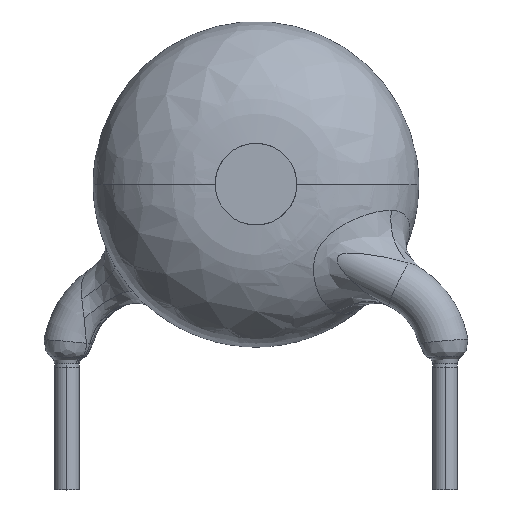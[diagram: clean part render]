
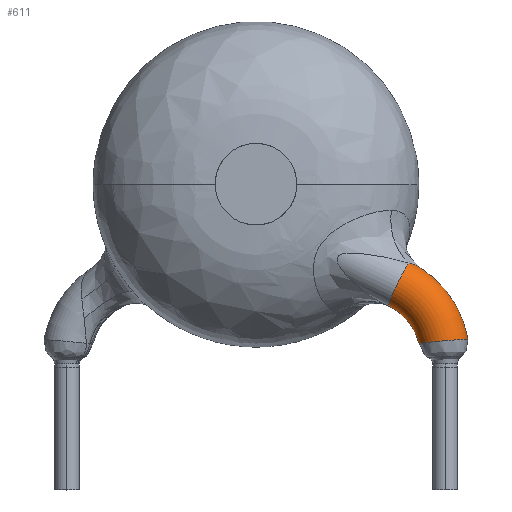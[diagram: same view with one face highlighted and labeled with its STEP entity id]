
A CAD part, top view. The second image highlights one B-rep face of the part: STEP entity #611.
In plain terms, the highlighted toroidal (fillet/blend) face has major radius 2 mm and minor radius 0.6 mm.
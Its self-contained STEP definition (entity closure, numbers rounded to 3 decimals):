
#20 = B_SPLINE_CURVE_WITH_KNOTS ( 'NONE', 3,
 ( #672, #2125, #2146, #466 ),
 .UNSPECIFIED., .F., .F.,
 ( 4, 4 ),
 ( 0.001, 0.001 ),
 .UNSPECIFIED. ) ;
#68 = CARTESIAN_POINT ( 'NONE',  ( 4.455, -3.858, 2.435 ) ) ;
#72 = CARTESIAN_POINT ( 'NONE',  ( 3.992, -2.026, 1.8 ) ) ;
#197 = CARTESIAN_POINT ( 'NONE',  ( 5.154, -3.809, 2.095 ) ) ;
#203 = DIRECTION ( 'NONE',  ( 0.087, 0., -0.996 ) ) ;
#212 = CARTESIAN_POINT ( 'NONE',  ( 5.199, -3.807, 1.945 ) ) ;
#221 = VERTEX_POINT ( 'NONE', #72 ) ;
#237 = B_SPLINE_CURVE_WITH_KNOTS ( 'NONE', 3,
 ( #631, #1343, #246, #1529, #427, #797, #1711, #2080, #1186, #647, #68, #1560, #608, #261, #1548, #816, #1540, #445, #279, #2061, #965, #197, #902, #717, #393, #212, #1370 ),
 .UNSPECIFIED., .F., .F.,
 ( 4, 2, 2, 2, 2, 2, 1, 2, 2, 2, 2, 2, 2, 4 ),
 ( 0.048, 0.114, 0.181, 0.248, 0.281, 0.289, 0.298, 0.314, 0.381, 0.447, 0.514, 0.531, 0.547, 0.581 ),
 .UNSPECIFIED. ) ;
#246 = CARTESIAN_POINT ( 'NONE',  ( 3.999, -3.911, 1.9 ) ) ;
#261 = CARTESIAN_POINT ( 'NONE',  ( 4.543, -3.85, 2.451 ) ) ;
#279 = CARTESIAN_POINT ( 'NONE',  ( 5.066, -3.814, 2.244 ) ) ;
#285 = EDGE_CURVE ( 'NONE', #1843, #1624, #237, .T. ) ;
#310 = EDGE_CURVE ( 'NONE', #1993, #638, #1437, .T. ) ;
#393 = CARTESIAN_POINT ( 'NONE',  ( 5.192, -3.807, 1.984 ) ) ;
#417 = DIRECTION ( 'NONE',  ( -0.996, 0., -0.087 ) ) ;
#427 = CARTESIAN_POINT ( 'NONE',  ( 4.046, -3.905, 2.096 ) ) ;
#443 = CARTESIAN_POINT ( 'NONE',  ( 3.521, -2.451, 1.759 ) ) ;
#445 = CARTESIAN_POINT ( 'NONE',  ( 4.957, -3.82, 2.344 ) ) ;
#466 = CARTESIAN_POINT ( 'NONE',  ( 3.755, -1.937, 1.961 ) ) ;
#486 = CIRCLE ( 'NONE', #1031, 1.4 ) ;
#608 = CARTESIAN_POINT ( 'NONE',  ( 4.51, -3.853, 2.447 ) ) ;
#611 = ADVANCED_FACE ( 'NONE', ( #1794 ), #1498, .T. ) ;
#624 = CARTESIAN_POINT ( 'NONE',  ( 3.26, -2.991, 1.737 ) ) ;
#631 = CARTESIAN_POINT ( 'NONE',  ( 4.003, -3.911, 1.802 ) ) ;
#638 = VERTEX_POINT ( 'NONE', #624 ) ;
#647 = CARTESIAN_POINT ( 'NONE',  ( 4.442, -3.859, 2.432 ) ) ;
#672 = CARTESIAN_POINT ( 'NONE',  ( 3.992, -2.026, 1.8 ) ) ;
#717 = CARTESIAN_POINT ( 'NONE',  ( 5.175, -3.808, 2.04 ) ) ;
#766 = CARTESIAN_POINT ( 'NONE',  ( 3.755, -1.937, 1.961 ) ) ;
#784 = DIRECTION ( 'NONE',  ( 0.087, 0., -0.996 ) ) ;
#797 = CARTESIAN_POINT ( 'NONE',  ( 4.133, -3.894, 2.237 ) ) ;
#816 = CARTESIAN_POINT ( 'NONE',  ( 4.738, -3.834, 2.444 ) ) ;
#822 = DIRECTION ( 'NONE',  ( 0.896, -0.437, 0.078 ) ) ;
#846 = ORIENTED_EDGE ( 'NONE', *, *, #1412, .T. ) ;
#902 = CARTESIAN_POINT ( 'NONE',  ( 5.169, -3.809, 2.059 ) ) ;
#924 = CARTESIAN_POINT ( 'NONE',  ( 2.65, -4.25, 1.684 ) ) ;
#965 = CARTESIAN_POINT ( 'NONE',  ( 5.147, -3.81, 2.111 ) ) ;
#1031 = AXIS2_PLACEMENT_3D ( 'NONE', #2277, #784, #417 ) ;
#1121 = DIRECTION ( 'NONE',  ( 0.087, 0., -0.996 ) ) ;
#1126 = DIRECTION ( 'NONE',  ( -0.996, 0., -0.087 ) ) ;
#1142 = ORIENTED_EDGE ( 'NONE', *, *, #2108, .T. ) ;
#1186 = CARTESIAN_POINT ( 'NONE',  ( 4.375, -3.866, 2.412 ) ) ;
#1264 = CARTESIAN_POINT ( 'NONE',  ( 4.003, -3.911, 1.802 ) ) ;
#1334 = AXIS2_PLACEMENT_3D ( 'NONE', #924, #1121, #1126 ) ;
#1343 = CARTESIAN_POINT ( 'NONE',  ( 3.999, -3.911, 1.846 ) ) ;
#1359 = DIRECTION ( 'NONE',  ( 0.049, -0.078, -0.996 ) ) ;
#1370 = CARTESIAN_POINT ( 'NONE',  ( 5.201, -3.807, 1.906 ) ) ;
#1412 = EDGE_CURVE ( 'NONE', #638, #1843, #486, .T. ) ;
#1424 = EDGE_LOOP ( 'NONE', ( #1947, #1142, #2317, #846, #2283 ) ) ;
#1437 = CIRCLE ( 'NONE', #1712, 0.6 ) ;
#1498 = TOROIDAL_SURFACE ( 'NONE', #2257, 2., 0.6 ) ;
#1529 = CARTESIAN_POINT ( 'NONE',  ( 4.023, -3.908, 2.025 ) ) ;
#1540 = CARTESIAN_POINT ( 'NONE',  ( 4.89, -3.824, 2.387 ) ) ;
#1548 = CARTESIAN_POINT ( 'NONE',  ( 4.653, -3.841, 2.458 ) ) ;
#1560 = CARTESIAN_POINT ( 'NONE',  ( 4.477, -3.856, 2.44 ) ) ;
#1624 = VERTEX_POINT ( 'NONE', #1766 ) ;
#1673 = DIRECTION ( 'NONE',  ( -0.996, 0., -0.087 ) ) ;
#1679 = CARTESIAN_POINT ( 'NONE',  ( 2.65, -4.25, 1.684 ) ) ;
#1711 = CARTESIAN_POINT ( 'NONE',  ( 4.196, -3.886, 2.308 ) ) ;
#1712 = AXIS2_PLACEMENT_3D ( 'NONE', #443, #822, #1359 ) ;
#1766 = CARTESIAN_POINT ( 'NONE',  ( 5.201, -3.807, 1.906 ) ) ;
#1794 = FACE_OUTER_BOUND ( 'NONE', #1424, .T. ) ;
#1843 = VERTEX_POINT ( 'NONE', #1264 ) ;
#1932 = EDGE_CURVE ( 'NONE', #221, #1624, #2280, .T. ) ;
#1947 = ORIENTED_EDGE ( 'NONE', *, *, #1932, .F. ) ;
#1993 = VERTEX_POINT ( 'NONE', #766 ) ;
#2061 = CARTESIAN_POINT ( 'NONE',  ( 5.108, -3.812, 2.186 ) ) ;
#2080 = CARTESIAN_POINT ( 'NONE',  ( 4.326, -3.871, 2.389 ) ) ;
#2108 = EDGE_CURVE ( 'NONE', #221, #1993, #20, .T. ) ;
#2125 = CARTESIAN_POINT ( 'NONE',  ( 3.921, -1.987, 1.86 ) ) ;
#2146 = CARTESIAN_POINT ( 'NONE',  ( 3.842, -1.958, 1.913 ) ) ;
#2257 = AXIS2_PLACEMENT_3D ( 'NONE', #1679, #203, #1673 ) ;
#2277 = CARTESIAN_POINT ( 'NONE',  ( 2.65, -4.25, 1.684 ) ) ;
#2280 = CIRCLE ( 'NONE', #1334, 2.6 ) ;
#2283 = ORIENTED_EDGE ( 'NONE', *, *, #285, .T. ) ;
#2317 = ORIENTED_EDGE ( 'NONE', *, *, #310, .T. ) ;
